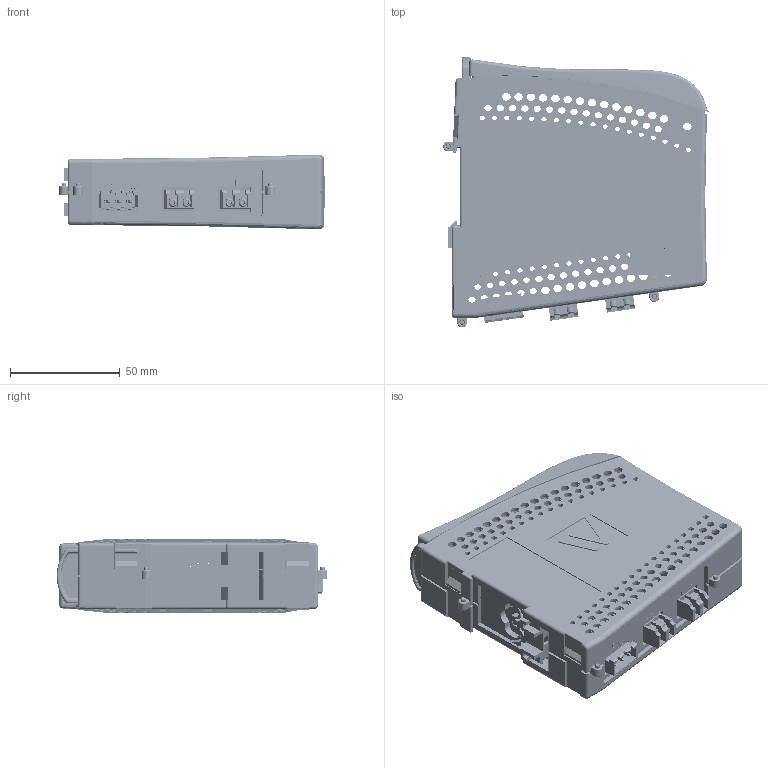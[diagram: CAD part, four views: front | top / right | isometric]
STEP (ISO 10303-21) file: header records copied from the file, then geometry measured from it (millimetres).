
FILE_DESCRIPTION (( 'STEP AP203' ), '1' );
FILE_NAME ('3640-xxxx-U-01.STEP', '2009-12-02T09:26:46', ( 'Admin' ), ( 'Etteplan' ), 'SwSTEP 2.0', 'SolidWorks 2009', '' );
FILE_SCHEMA (( 'CONFIG_CONTROL_DESIGN' ));
Length unit declared in the file: millimetre
Products named in the file (14): 9003-0056_MDW-L嶟a_lock; panel; tx_rx_kontakt_utan skydd; RJ45 2X1 MagJack_1x1; 2X1 MagJack; 3640-xxxx-U-01; 9003-0055_MDW-Låda_Vänster; 9003-0054_MDW-Låda_Höger; 9003-0053_MDW-Låda_Fjäder; assy; Botten_panel; power_kontakt; kontakt stift
Assembly tree (15 placements, depth 3):
  3640-xxxx-U-01
    RJ45 2X1 MagJack_1x1  x3
      kontakt stift
      2X1 MagJack
    9003-0056_MDW-L嶟a_lock
    9003-0054_MDW-Låda_Höger
    9003-0053_MDW-Låda_Fjäder
    assy
      tx_rx_kontakt_utan skydd  x2
      power_kontakt
      Botten_panel
    9003-0055_MDW-Låda_Vänster
    panel
  kontakt stift
Bounding box: 121.09 x 123.43 x 34.05 mm (x, y, z)
Volume: 95069.3 mm3; surface area: 109851.3 mm2
Topology: 15 solids, 15 shells, 3478 faces, 9914 edges, 6610 vertices
Faces by surface type: cylinder 1641, plane 1465, bspline 274, torus 62, sphere 28, cone 8
Entity records: 173564 total; most frequent: CARTESIAN_POINT 92694, ORIENTED_EDGE 18854, DIRECTION 12457, EDGE_CURVE 9427, VERTEX_POINT 6298, VECTOR 4741, LINE 4741, EDGE_LOOP 3925
